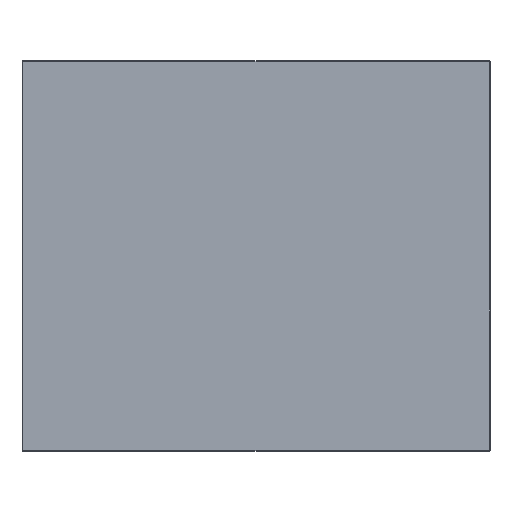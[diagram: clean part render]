
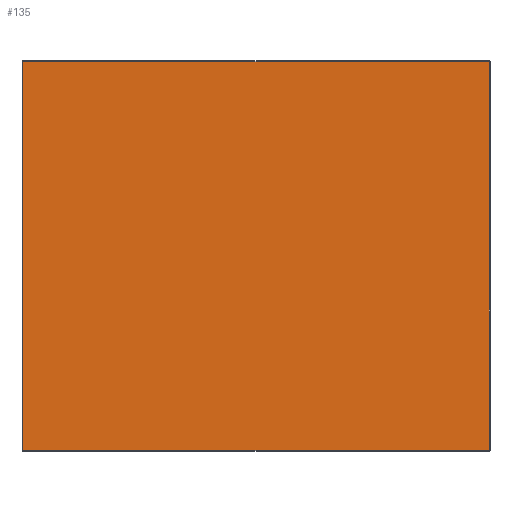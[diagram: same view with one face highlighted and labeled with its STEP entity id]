
A CAD part, top view. The second image highlights one B-rep face of the part: STEP entity #135.
In plain terms, the highlighted face is planar.
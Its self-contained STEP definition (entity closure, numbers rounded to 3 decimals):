
#135=ADVANCED_FACE('',(#194),#886,.T.);
#194=FACE_OUTER_BOUND('',#253,.T.);
#253=EDGE_LOOP('',(#330,#331,#332,#333));
#330=ORIENTED_EDGE('',*,*,#572,.F.);
#331=ORIENTED_EDGE('',*,*,#573,.F.);
#332=ORIENTED_EDGE('',*,*,#574,.F.);
#333=ORIENTED_EDGE('',*,*,#571,.F.);
#571=EDGE_CURVE('',#812,#813,#712,.T.);
#572=EDGE_CURVE('',#814,#812,#713,.T.);
#573=EDGE_CURVE('',#815,#814,#714,.T.);
#574=EDGE_CURVE('',#813,#815,#715,.T.);
#712=B_SPLINE_CURVE_WITH_KNOTS('',1,(#1556,#1557),.UNSPECIFIED.,.F.,.F.,
(2,2),(-498.,0.),.UNSPECIFIED.);
#713=B_SPLINE_CURVE_WITH_KNOTS('',1,(#1558,#1559),.UNSPECIFIED.,.F.,.F.,
(2,2),(-598.,0.),.UNSPECIFIED.);
#714=B_SPLINE_CURVE_WITH_KNOTS('',1,(#1560,#1561),.UNSPECIFIED.,.F.,.F.,
(2,2),(-498.,0.),.UNSPECIFIED.);
#715=B_SPLINE_CURVE_WITH_KNOTS('',1,(#1562,#1563),.UNSPECIFIED.,.F.,.F.,
(2,2),(-598.,0.),.UNSPECIFIED.);
#812=VERTEX_POINT('',#1502);
#813=VERTEX_POINT('',#1503);
#814=VERTEX_POINT('',#1504);
#815=VERTEX_POINT('',#1505);
#886=PLANE('',#1050);
#1050=AXIS2_PLACEMENT_3D('',#1193,#1119,$);
#1119=DIRECTION('',(0.,1.,0.));
#1193=CARTESIAN_POINT('',(-358.8,90.,298.8));
#1502=CARTESIAN_POINT('',(299.,90.,-249.));
#1503=CARTESIAN_POINT('',(299.,90.,249.));
#1504=CARTESIAN_POINT('',(-299.,90.,-249.));
#1505=CARTESIAN_POINT('',(-299.,90.,249.));
#1556=CARTESIAN_POINT('',(299.,90.,-249.));
#1557=CARTESIAN_POINT('',(299.,90.,249.));
#1558=CARTESIAN_POINT('',(-299.,90.,-249.));
#1559=CARTESIAN_POINT('',(299.,90.,-249.));
#1560=CARTESIAN_POINT('',(-299.,90.,249.));
#1561=CARTESIAN_POINT('',(-299.,90.,-249.));
#1562=CARTESIAN_POINT('',(299.,90.,249.));
#1563=CARTESIAN_POINT('',(-299.,90.,249.));
